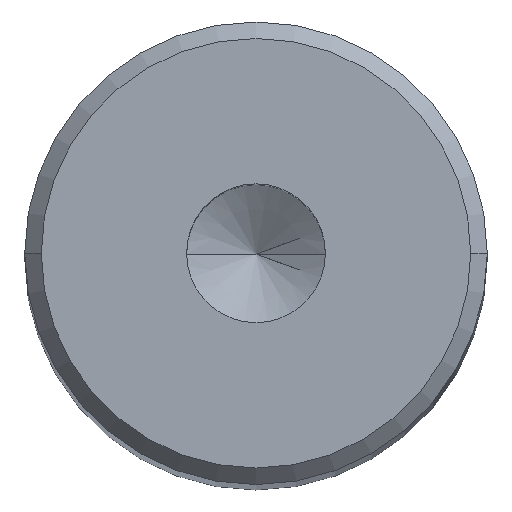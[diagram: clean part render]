
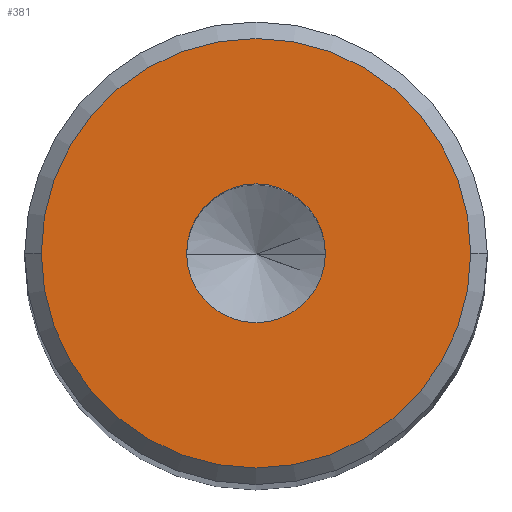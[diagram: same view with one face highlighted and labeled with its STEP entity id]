
A CAD part, top view. The second image highlights one B-rep face of the part: STEP entity #381.
In plain terms, the highlighted planar face has unit normal (0, 0, 1).
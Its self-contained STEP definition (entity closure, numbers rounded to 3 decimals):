
#13 = ORIENTED_EDGE ( 'NONE', *, *, #197, .T. ) ;
#21 = AXIS2_PLACEMENT_3D ( 'NONE', #522, #353, #161 ) ;
#32 = CARTESIAN_POINT ( 'NONE',  ( 2.1, 0., 0. ) ) ;
#54 = DIRECTION ( 'NONE',  ( 0., 0., 1. ) ) ;
#71 = PLANE ( 'NONE',  #254 ) ;
#98 = DIRECTION ( 'NONE',  ( 1., 0., 0. ) ) ;
#125 = CARTESIAN_POINT ( 'NONE',  ( 0., 0., 0. ) ) ;
#148 = CIRCLE ( 'NONE', #192, 6.5 ) ;
#159 = ORIENTED_EDGE ( 'NONE', *, *, #347, .F. ) ;
#161 = DIRECTION ( 'NONE',  ( 1., 0., 0. ) ) ;
#192 = AXIS2_PLACEMENT_3D ( 'NONE', #227, #274, #583 ) ;
#194 = VERTEX_POINT ( 'NONE', #544 ) ;
#197 = EDGE_CURVE ( 'NONE', #386, #297, #232, .T. ) ;
#212 = DIRECTION ( 'NONE',  ( 1., 0., 0. ) ) ;
#214 = CARTESIAN_POINT ( 'NONE',  ( 6.5, 0., 0. ) ) ;
#218 = FACE_OUTER_BOUND ( 'NONE', #373, .T. ) ;
#227 = CARTESIAN_POINT ( 'NONE',  ( 0., 0., 0. ) ) ;
#232 = CIRCLE ( 'NONE', #243, 6.5 ) ;
#243 = AXIS2_PLACEMENT_3D ( 'NONE', #371, #54, #98 ) ;
#254 = AXIS2_PLACEMENT_3D ( 'NONE', #399, #265, #517 ) ;
#265 = DIRECTION ( 'NONE',  ( 0., 0., 1. ) ) ;
#274 = DIRECTION ( 'NONE',  ( 0., 0., 1. ) ) ;
#297 = VERTEX_POINT ( 'NONE', #214 ) ;
#299 = CARTESIAN_POINT ( 'NONE',  ( -6.5, 0., 0. ) ) ;
#300 = ORIENTED_EDGE ( 'NONE', *, *, #492, .T. ) ;
#311 = DIRECTION ( 'NONE',  ( 0., 0., 1. ) ) ;
#315 = CIRCLE ( 'NONE', #532, 2.1 ) ;
#347 = EDGE_CURVE ( 'NONE', #194, #370, #572, .T. ) ;
#353 = DIRECTION ( 'NONE',  ( 0., 0., 1. ) ) ;
#368 = EDGE_CURVE ( 'NONE', #370, #194, #315, .T. ) ;
#370 = VERTEX_POINT ( 'NONE', #32 ) ;
#371 = CARTESIAN_POINT ( 'NONE',  ( 0., 0., 0. ) ) ;
#373 = EDGE_LOOP ( 'NONE', ( #13, #300 ) ) ;
#378 = EDGE_LOOP ( 'NONE', ( #548, #159 ) ) ;
#381 = ADVANCED_FACE ( 'NONE', ( #485, #218 ), #71, .T. ) ;
#386 = VERTEX_POINT ( 'NONE', #299 ) ;
#399 = CARTESIAN_POINT ( 'NONE',  ( 0., 0., 0. ) ) ;
#485 = FACE_BOUND ( 'NONE', #378, .T. ) ;
#492 = EDGE_CURVE ( 'NONE', #297, #386, #148, .T. ) ;
#517 = DIRECTION ( 'NONE',  ( 1., 0., 0. ) ) ;
#522 = CARTESIAN_POINT ( 'NONE',  ( 0., 0., 0. ) ) ;
#532 = AXIS2_PLACEMENT_3D ( 'NONE', #125, #311, #212 ) ;
#544 = CARTESIAN_POINT ( 'NONE',  ( -2.1, 0., 0. ) ) ;
#548 = ORIENTED_EDGE ( 'NONE', *, *, #368, .F. ) ;
#572 = CIRCLE ( 'NONE', #21, 2.1 ) ;
#583 = DIRECTION ( 'NONE',  ( 1., 0., 0. ) ) ;
